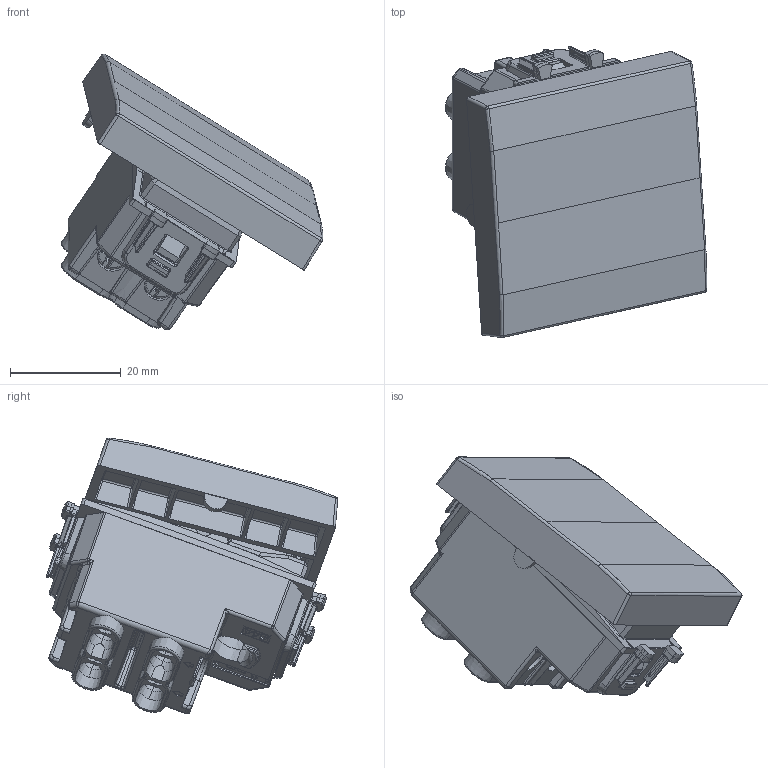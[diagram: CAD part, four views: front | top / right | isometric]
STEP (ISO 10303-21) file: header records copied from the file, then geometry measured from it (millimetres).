
FILE_DESCRIPTION(('CATIA V5 STEP Exchange'),'2;1');
FILE_NAME('441004TL-2.stp','2024-02-16T07:16:54+00:00',('none'),('none'),'CATIA Version 5-6 Release 2016 SP6','CATIA V5 STEP AP203','none');
FILE_SCHEMA(('CONFIG_CONTROL_DESIGN'));
Products named in the file (1): 441004TL-2
Assembly tree (18 placements, depth 2):
  441004TL-2
    #57
    #40546
    #47446
    #50608
    #53512
    #101549
    #135814  x2
    #137501  x4
    #139414  x4
    #140306
    #148597
Bounding box: 47.24 x 52.7 x 49.87 mm (x, y, z)
Volume: 19932.8 mm3; surface area: 29682.7 mm2
Topology: 22 solids, 22 shells, 4994 faces, 13403 edges, 8317 vertices
Faces by surface type: plane 2593, cylinder 1358, bspline 457, cone 272, sphere 139, torus 131, extrusion 36, revolution 8
Entity records: 177270 total; most frequent: CARTESIAN_POINT 73960, ORIENTED_EDGE 24786, DIRECTION 15457, EDGE_CURVE 12393, VERTEX_POINT 7775, VECTOR 6957, LINE 6921, AXIS2_PLACEMENT_3D 5014
